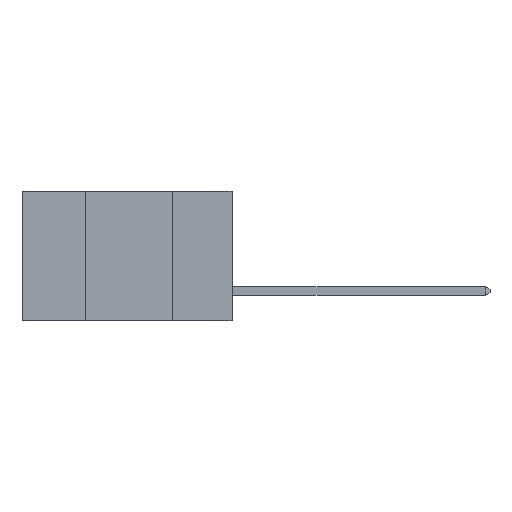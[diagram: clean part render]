
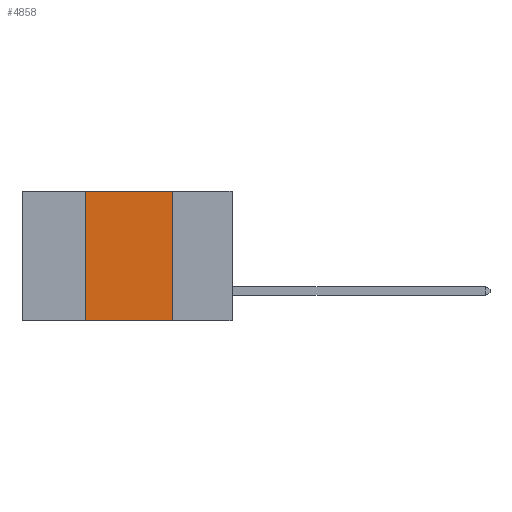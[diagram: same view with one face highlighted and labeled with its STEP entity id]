
A CAD part, left-side view. The second image highlights one B-rep face of the part: STEP entity #4858.
In plain terms, the highlighted planar face has unit normal (-1, 0, 0).
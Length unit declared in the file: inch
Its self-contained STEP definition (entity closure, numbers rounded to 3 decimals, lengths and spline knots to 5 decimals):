
#288 = ORIENTED_EDGE ( 'NONE', *, *, #9310, .F. ) ;
#971 = EDGE_CURVE ( 'NONE', #3489, #1846, #8382, .T. ) ;
#1036 = CARTESIAN_POINT ( 'NONE',  ( 0., 0.17, -0.37 ) ) ;
#1195 = DIRECTION ( 'NONE',  ( 0., -1., 0. ) ) ;
#1846 = VERTEX_POINT ( 'NONE', #1036 ) ;
#2151 = VECTOR ( 'NONE', #1195, 39.37008 ) ;
#2407 = EDGE_CURVE ( 'NONE', #3489, #9275, #4421, .T. ) ;
#2694 = LINE ( 'NONE', #4288, #9244 ) ;
#2817 = EDGE_LOOP ( 'NONE', ( #288, #3074, #5405, #7670 ) ) ;
#3074 = ORIENTED_EDGE ( 'NONE', *, *, #4631, .F. ) ;
#3489 = VERTEX_POINT ( 'NONE', #8340 ) ;
#4288 = CARTESIAN_POINT ( 'NONE',  ( 0., 0.17, 0. ) ) ;
#4421 = LINE ( 'NONE', #5869, #8845 ) ;
#4460 = AXIS2_PLACEMENT_3D ( 'NONE', #7859, #10974, #6178 ) ;
#4631 = EDGE_CURVE ( 'NONE', #9275, #11105, #4661, .T. ) ;
#4661 = LINE ( 'NONE', #6680, #2151 ) ;
#4858 = ADVANCED_FACE ( 'NONE', ( #8945 ), #10208, .F. ) ;
#5129 = DIRECTION ( 'NONE',  ( 0., 0., -1. ) ) ;
#5405 = ORIENTED_EDGE ( 'NONE', *, *, #2407, .F. ) ;
#5865 = DIRECTION ( 'NONE',  ( 0., 0., 1. ) ) ;
#5869 = CARTESIAN_POINT ( 'NONE',  ( 0., 0.42, 0. ) ) ;
#6178 = DIRECTION ( 'NONE',  ( 0., 0., -1. ) ) ;
#6428 = VECTOR ( 'NONE', #9320, 39.37008 ) ;
#6680 = CARTESIAN_POINT ( 'NONE',  ( 0., 0.6, 0. ) ) ;
#6795 = CARTESIAN_POINT ( 'NONE',  ( 0., 0.42, 0. ) ) ;
#7670 = ORIENTED_EDGE ( 'NONE', *, *, #971, .T. ) ;
#7859 = CARTESIAN_POINT ( 'NONE',  ( 0., 0.6, 0. ) ) ;
#8174 = CARTESIAN_POINT ( 'NONE',  ( 0., 0.17, 0. ) ) ;
#8340 = CARTESIAN_POINT ( 'NONE',  ( 0., 0.42, -0.37 ) ) ;
#8382 = LINE ( 'NONE', #9927, #6428 ) ;
#8845 = VECTOR ( 'NONE', #5865, 39.37008 ) ;
#8945 = FACE_OUTER_BOUND ( 'NONE', #2817, .T. ) ;
#9244 = VECTOR ( 'NONE', #5129, 39.37008 ) ;
#9275 = VERTEX_POINT ( 'NONE', #6795 ) ;
#9310 = EDGE_CURVE ( 'NONE', #11105, #1846, #2694, .T. ) ;
#9320 = DIRECTION ( 'NONE',  ( 0., -1., 0. ) ) ;
#9927 = CARTESIAN_POINT ( 'NONE',  ( 0., 0.6, -0.37 ) ) ;
#10208 = PLANE ( 'NONE',  #4460 ) ;
#10974 = DIRECTION ( 'NONE',  ( 1., 0., 0. ) ) ;
#11105 = VERTEX_POINT ( 'NONE', #8174 ) ;
